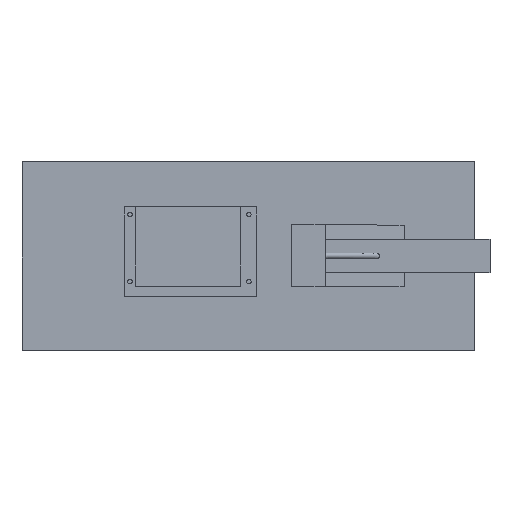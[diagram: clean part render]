
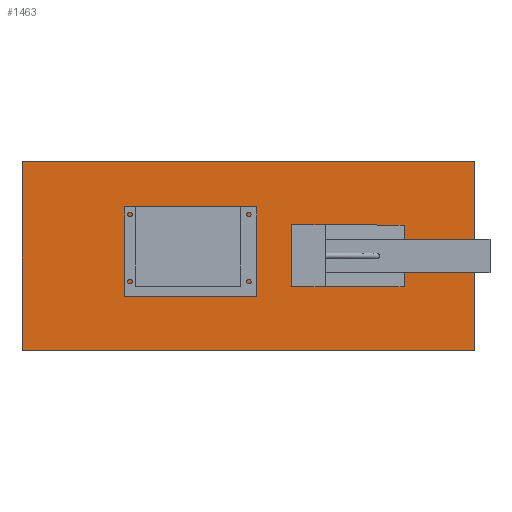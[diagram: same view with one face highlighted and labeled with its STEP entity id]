
A CAD part, top view. The second image highlights one B-rep face of the part: STEP entity #1463.
In plain terms, the highlighted planar face has unit normal (0, 0, 1).
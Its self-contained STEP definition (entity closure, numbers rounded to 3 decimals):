
#150=FACE_OUTER_BOUND('',#257,.T.);
#257=EDGE_LOOP('',(#1005,#1006,#1007,#1008));
#374=LINE('',#2222,#519);
#378=LINE('',#2230,#523);
#381=LINE('',#2236,#526);
#384=LINE('',#2241,#529);
#519=VECTOR('',#1759,10.);
#523=VECTOR('',#1765,10.);
#526=VECTOR('',#1770,10.);
#529=VECTOR('',#1775,10.);
#664=VERTEX_POINT('',#2220);
#665=VERTEX_POINT('',#2221);
#668=VERTEX_POINT('',#2229);
#670=VERTEX_POINT('',#2235);
#792=EDGE_CURVE('',#664,#665,#374,.T.);
#796=EDGE_CURVE('',#668,#664,#378,.T.);
#799=EDGE_CURVE('',#670,#668,#381,.T.);
#802=EDGE_CURVE('',#665,#670,#384,.T.);
#1005=ORIENTED_EDGE('',*,*,#802,.F.);
#1006=ORIENTED_EDGE('',*,*,#792,.F.);
#1007=ORIENTED_EDGE('',*,*,#796,.F.);
#1008=ORIENTED_EDGE('',*,*,#799,.F.);
#1387=PLANE('',#1601);
#1463=ADVANCED_FACE('',(#150),#1387,.T.);
#1601=AXIS2_PLACEMENT_3D('',#2243,#1777,#1778);
#1759=DIRECTION('',(0.,-1.,0.));
#1765=DIRECTION('',(1.,0.,0.));
#1770=DIRECTION('',(0.,1.,0.));
#1775=DIRECTION('',(-1.,0.,0.));
#1777=DIRECTION('center_axis',(0.,0.,1.));
#1778=DIRECTION('ref_axis',(1.,0.,0.));
#2220=CARTESIAN_POINT('',(600.,0.,0.));
#2221=CARTESIAN_POINT('',(600.,-250.,0.));
#2222=CARTESIAN_POINT('',(600.,0.,0.));
#2229=CARTESIAN_POINT('',(0.,0.,0.));
#2230=CARTESIAN_POINT('',(0.,0.,0.));
#2235=CARTESIAN_POINT('',(0.,-250.,0.));
#2236=CARTESIAN_POINT('',(0.,-250.,0.));
#2241=CARTESIAN_POINT('',(600.,-250.,0.));
#2243=CARTESIAN_POINT('Origin',(300.,-125.,0.));
